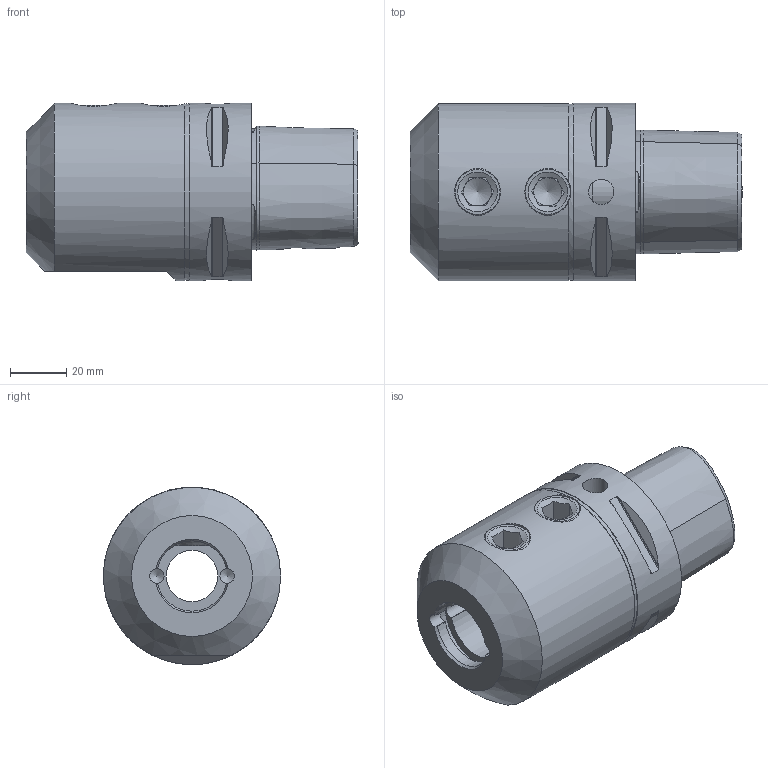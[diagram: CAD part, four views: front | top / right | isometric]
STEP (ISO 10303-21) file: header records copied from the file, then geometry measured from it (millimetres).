
FILE_DESCRIPTION(/* description */ (''),/* implementation_level */ '2;1');
FILE_NAME(/* name */ '06_25_66.stp',/* time_stamp */ '2021-09-30T09:24:05+02:00',/* author */ ('cad'),/* organization */ (''),/* preprocessor_version */ 'ST-DEVELOPER v18.1',/* originating_system */ 'Autodesk Inventor 2021',/* authorisation */ '');
FILE_SCHEMA (('AUTOMOTIVE_DESIGN { 1 0 10303 214 3 1 1 }'));
Length unit declared in the file: inch
Products named in the file (1): 06_25_66_Shrinkwrap_1
Bounding box: 118 x 63 x 63 mm (x, y, z)
Volume: 227526.6 mm3; surface area: 37244 mm2
Topology: 1 solids, 1 shells, 160 faces, 444 edges, 296 vertices
Faces by surface type: plane 74, cylinder 40, cone 30, bspline 13, torus 3
Full cylindrical faces by diameter (mm): 5 x1, 5.1 x2, 8.1 x2, 9 x3, 10 x1, 16.376 x2, 18.376 x1, 28 x2, 30.8 x1, 32 x1, 62.6 x1, 63 x2
Entity records: 6570 total; most frequent: CARTESIAN_POINT 2399, ORIENTED_EDGE 870, DIRECTION 782, EDGE_CURVE 435, AXIS2_PLACEMENT_3D 314, VERTEX_POINT 296, EDGE_LOOP 183, STYLED_ITEM 161
